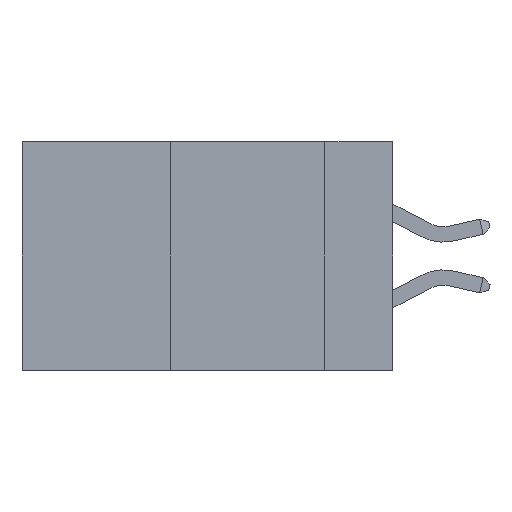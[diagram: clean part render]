
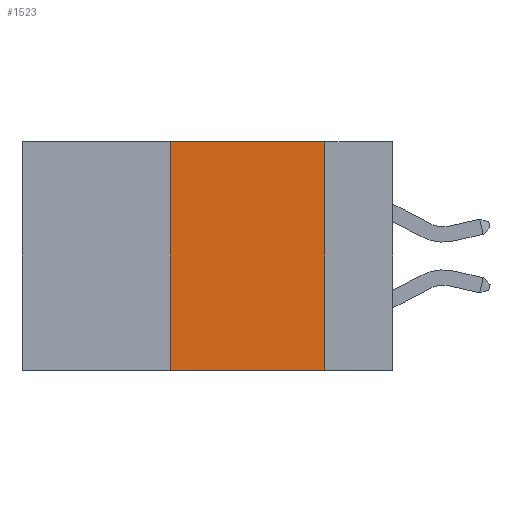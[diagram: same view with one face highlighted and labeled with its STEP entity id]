
A CAD part, left-side view. The second image highlights one B-rep face of the part: STEP entity #1523.
In plain terms, the highlighted planar face has unit normal (-1, 0, 0).
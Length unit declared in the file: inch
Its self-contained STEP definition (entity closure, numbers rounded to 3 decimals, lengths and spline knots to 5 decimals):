
#290 = EDGE_CURVE ( 'NONE', #864, #3449, #18108, .T. ) ;
#484 = CARTESIAN_POINT ( 'NONE',  ( 0., 0.11, 0. ) ) ;
#864 = VERTEX_POINT ( 'NONE', #11833 ) ;
#1094 = DIRECTION ( 'NONE',  ( 0., 0., -1. ) ) ;
#1523 = ADVANCED_FACE ( 'NONE', ( #13357 ), #9987, .F. ) ;
#1937 = VECTOR ( 'NONE', #5204, 39.37008 ) ;
#3449 = VERTEX_POINT ( 'NONE', #484 ) ;
#3917 = CARTESIAN_POINT ( 'NONE',  ( 0., 0.6, 0. ) ) ;
#4618 = ORIENTED_EDGE ( 'NONE', *, *, #290, .F. ) ;
#5204 = DIRECTION ( 'NONE',  ( 0., 0., -1. ) ) ;
#6173 = ORIENTED_EDGE ( 'NONE', *, *, #10135, .F. ) ;
#6311 = EDGE_CURVE ( 'NONE', #3449, #17946, #9296, .T. ) ;
#7115 = CARTESIAN_POINT ( 'NONE',  ( 0., 0.6, -0.37 ) ) ;
#7143 = DIRECTION ( 'NONE',  ( 0., 0., 1. ) ) ;
#8046 = VECTOR ( 'NONE', #7143, 39.37008 ) ;
#9296 = LINE ( 'NONE', #12193, #1937 ) ;
#9825 = DIRECTION ( 'NONE',  ( 0., -1., 0. ) ) ;
#9987 = PLANE ( 'NONE',  #17969 ) ;
#10003 = DIRECTION ( 'NONE',  ( 1., 0., 0. ) ) ;
#10082 = CARTESIAN_POINT ( 'NONE',  ( 0., 0.36, -0.37 ) ) ;
#10135 = EDGE_CURVE ( 'NONE', #18176, #864, #11705, .T. ) ;
#11506 = VECTOR ( 'NONE', #9825, 39.37008 ) ;
#11705 = LINE ( 'NONE', #12629, #8046 ) ;
#11833 = CARTESIAN_POINT ( 'NONE',  ( 0., 0.36, 0. ) ) ;
#11924 = LINE ( 'NONE', #7115, #11506 ) ;
#12193 = CARTESIAN_POINT ( 'NONE',  ( 0., 0.11, 0. ) ) ;
#12629 = CARTESIAN_POINT ( 'NONE',  ( 0., 0.36, 0. ) ) ;
#13030 = ORIENTED_EDGE ( 'NONE', *, *, #17243, .T. ) ;
#13357 = FACE_OUTER_BOUND ( 'NONE', #13633, .T. ) ;
#13633 = EDGE_LOOP ( 'NONE', ( #14969, #4618, #6173, #13030 ) ) ;
#14492 = VECTOR ( 'NONE', #17589, 39.37008 ) ;
#14969 = ORIENTED_EDGE ( 'NONE', *, *, #6311, .F. ) ;
#15154 = CARTESIAN_POINT ( 'NONE',  ( 0., 0.11, -0.37 ) ) ;
#17243 = EDGE_CURVE ( 'NONE', #18176, #17946, #11924, .T. ) ;
#17589 = DIRECTION ( 'NONE',  ( 0., -1., 0. ) ) ;
#17678 = CARTESIAN_POINT ( 'NONE',  ( 0., 0.6, 0. ) ) ;
#17946 = VERTEX_POINT ( 'NONE', #15154 ) ;
#17969 = AXIS2_PLACEMENT_3D ( 'NONE', #3917, #10003, #1094 ) ;
#18108 = LINE ( 'NONE', #17678, #14492 ) ;
#18176 = VERTEX_POINT ( 'NONE', #10082 ) ;
